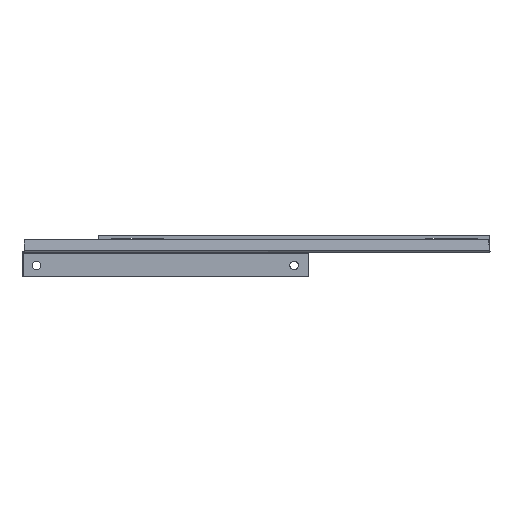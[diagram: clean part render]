
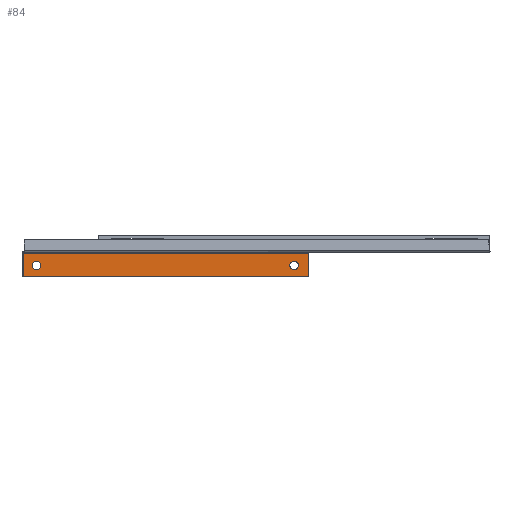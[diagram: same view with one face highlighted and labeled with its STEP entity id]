
A CAD part, front view. The second image highlights one B-rep face of the part: STEP entity #84.
In plain terms, the highlighted planar face has unit normal (0, -1, 0).
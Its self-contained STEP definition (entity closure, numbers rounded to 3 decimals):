
#84 = ADVANCED_FACE ( 'NONE', ( #2749, #1452, #2692 ), #4430, .F. ) ;
#202 = EDGE_LOOP ( 'NONE', ( #1537, #1773 ) ) ;
#240 = CIRCLE ( 'NONE', #5048, 4.5 ) ;
#305 = ORIENTED_EDGE ( 'NONE', *, *, #717, .T. ) ;
#334 = CARTESIAN_POINT ( 'NONE',  ( 0., 123.75, 0. ) ) ;
#360 = CARTESIAN_POINT ( 'NONE',  ( 0., 123.75, -27. ) ) ;
#421 = ORIENTED_EDGE ( 'NONE', *, *, #3464, .F. ) ;
#423 = AXIS2_PLACEMENT_3D ( 'NONE', #334, #2719, #4870 ) ;
#456 = EDGE_CURVE ( 'NONE', #1236, #4955, #4237, .T. ) ;
#551 = CARTESIAN_POINT ( 'NONE',  ( -70., 123.75, -2.25 ) ) ;
#641 = EDGE_CURVE ( 'NONE', #4874, #4034, #3353, .T. ) ;
#710 = DIRECTION ( 'NONE',  ( 0., 0., 1. ) ) ;
#717 = EDGE_CURVE ( 'NONE', #3048, #4034, #2561, .T. ) ;
#789 = VERTEX_POINT ( 'NONE', #1513 ) ;
#965 = CARTESIAN_POINT ( 'NONE',  ( -70., 123.75, -27. ) ) ;
#1074 = EDGE_LOOP ( 'NONE', ( #1876, #421 ) ) ;
#1130 = CARTESIAN_POINT ( 'NONE',  ( -70., 123.75, 0. ) ) ;
#1182 = DIRECTION ( 'NONE',  ( 1., 0., 0. ) ) ;
#1199 = CARTESIAN_POINT ( 'NONE',  ( 215., 123.75, -10.5 ) ) ;
#1230 = DIRECTION ( 'NONE',  ( 0., -1., 0. ) ) ;
#1236 = VERTEX_POINT ( 'NONE', #1199 ) ;
#1321 = AXIS2_PLACEMENT_3D ( 'NONE', #2971, #1720, #4240 ) ;
#1382 = VECTOR ( 'NONE', #1182, 1000. ) ;
#1452 = FACE_BOUND ( 'NONE', #1074, .T. ) ;
#1503 = VECTOR ( 'NONE', #4229, 1000. ) ;
#1513 = CARTESIAN_POINT ( 'NONE',  ( -55., 123.75, -19.5 ) ) ;
#1537 = ORIENTED_EDGE ( 'NONE', *, *, #1783, .T. ) ;
#1563 = DIRECTION ( 'NONE',  ( 0., 0., -1. ) ) ;
#1575 = DIRECTION ( 'NONE',  ( 0., -1., 0. ) ) ;
#1720 = DIRECTION ( 'NONE',  ( 0., 1., 0. ) ) ;
#1761 = EDGE_CURVE ( 'NONE', #4874, #2503, #3183, .T. ) ;
#1773 = ORIENTED_EDGE ( 'NONE', *, *, #4792, .T. ) ;
#1783 = EDGE_CURVE ( 'NONE', #4452, #789, #3836, .T. ) ;
#1876 = ORIENTED_EDGE ( 'NONE', *, *, #456, .F. ) ;
#2049 = AXIS2_PLACEMENT_3D ( 'NONE', #5326, #1575, #4568 ) ;
#2134 = CIRCLE ( 'NONE', #3885, 4.5 ) ;
#2287 = ORIENTED_EDGE ( 'NONE', *, *, #1761, .T. ) ;
#2316 = DIRECTION ( 'NONE',  ( 0., 1., 0. ) ) ;
#2503 = VERTEX_POINT ( 'NONE', #965 ) ;
#2561 = LINE ( 'NONE', #5082, #1503 ) ;
#2692 = FACE_OUTER_BOUND ( 'NONE', #5172, .T. ) ;
#2719 = DIRECTION ( 'NONE',  ( 0., 1., 0. ) ) ;
#2749 = FACE_BOUND ( 'NONE', #202, .T. ) ;
#2970 = ORIENTED_EDGE ( 'NONE', *, *, #641, .F. ) ;
#2971 = CARTESIAN_POINT ( 'NONE',  ( -55., 123.75, -15. ) ) ;
#3048 = VERTEX_POINT ( 'NONE', #4329 ) ;
#3144 = VECTOR ( 'NONE', #3474, 1000. ) ;
#3183 = LINE ( 'NONE', #1130, #3478 ) ;
#3353 = LINE ( 'NONE', #551, #3144 ) ;
#3464 = EDGE_CURVE ( 'NONE', #4955, #1236, #2134, .T. ) ;
#3474 = DIRECTION ( 'NONE',  ( 1., 0., 0. ) ) ;
#3478 = VECTOR ( 'NONE', #1563, 1000. ) ;
#3629 = CARTESIAN_POINT ( 'NONE',  ( -55., 123.75, -10.5 ) ) ;
#3644 = CARTESIAN_POINT ( 'NONE',  ( 215., 123.75, -19.5 ) ) ;
#3836 = CIRCLE ( 'NONE', #1321, 4.5 ) ;
#3885 = AXIS2_PLACEMENT_3D ( 'NONE', #4977, #1230, #710 ) ;
#4034 = VERTEX_POINT ( 'NONE', #5342 ) ;
#4229 = DIRECTION ( 'NONE',  ( 0., 0., 1. ) ) ;
#4237 = CIRCLE ( 'NONE', #2049, 4.5 ) ;
#4240 = DIRECTION ( 'NONE',  ( 0., 0., 1. ) ) ;
#4329 = CARTESIAN_POINT ( 'NONE',  ( 230., 123.75, -27. ) ) ;
#4344 = CARTESIAN_POINT ( 'NONE',  ( -70., 123.75, -2.25 ) ) ;
#4428 = DIRECTION ( 'NONE',  ( 0., 0., 1. ) ) ;
#4430 = PLANE ( 'NONE',  #423 ) ;
#4452 = VERTEX_POINT ( 'NONE', #3629 ) ;
#4568 = DIRECTION ( 'NONE',  ( 0., 0., 1. ) ) ;
#4787 = CARTESIAN_POINT ( 'NONE',  ( -55., 123.75, -15. ) ) ;
#4792 = EDGE_CURVE ( 'NONE', #789, #4452, #240, .T. ) ;
#4870 = DIRECTION ( 'NONE',  ( 0., 0., 1. ) ) ;
#4874 = VERTEX_POINT ( 'NONE', #4344 ) ;
#4955 = VERTEX_POINT ( 'NONE', #3644 ) ;
#4962 = EDGE_CURVE ( 'NONE', #2503, #3048, #5304, .T. ) ;
#4977 = CARTESIAN_POINT ( 'NONE',  ( 215., 123.75, -15. ) ) ;
#5048 = AXIS2_PLACEMENT_3D ( 'NONE', #4787, #2316, #4428 ) ;
#5082 = CARTESIAN_POINT ( 'NONE',  ( 230., 123.75, 0. ) ) ;
#5172 = EDGE_LOOP ( 'NONE', ( #2970, #2287, #5381, #305 ) ) ;
#5304 = LINE ( 'NONE', #360, #1382 ) ;
#5326 = CARTESIAN_POINT ( 'NONE',  ( 215., 123.75, -15. ) ) ;
#5342 = CARTESIAN_POINT ( 'NONE',  ( 230., 123.75, -2.25 ) ) ;
#5381 = ORIENTED_EDGE ( 'NONE', *, *, #4962, .T. ) ;
